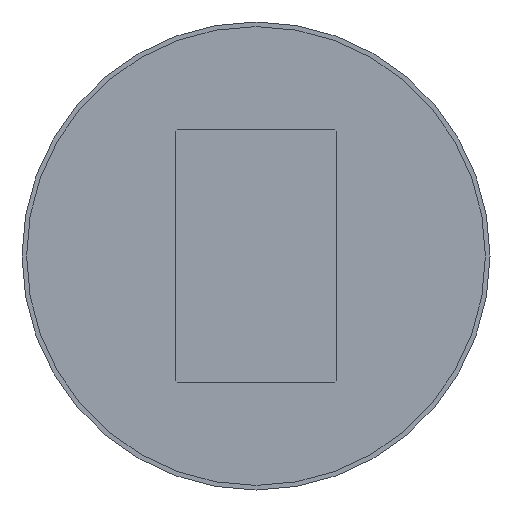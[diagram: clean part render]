
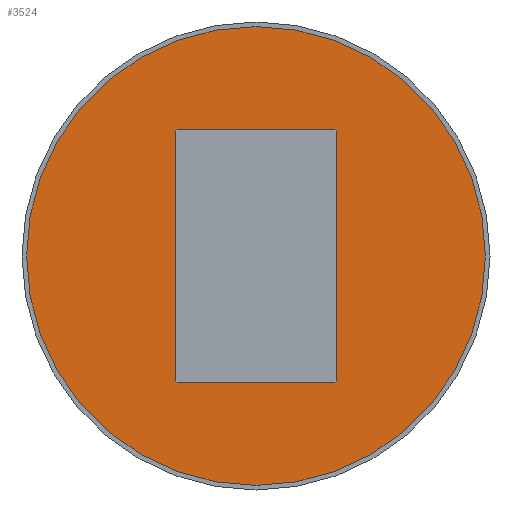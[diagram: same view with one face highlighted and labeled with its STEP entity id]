
A CAD part, left-side view. The second image highlights one B-rep face of the part: STEP entity #3524.
In plain terms, the highlighted face is planar.
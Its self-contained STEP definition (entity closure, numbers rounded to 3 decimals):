
#165 = CARTESIAN_POINT ( 'NONE',  ( 50., 0., 0. ) ) ;
#181 = DIRECTION ( 'NONE',  ( 0., 0., 1. ) ) ;
#234 = EDGE_CURVE ( 'NONE', #3798, #3140, #534, .T. ) ;
#534 = CIRCLE ( 'NONE', #3674, 50. ) ;
#1044 = DIRECTION ( 'NONE',  ( 1., 0., 0. ) ) ;
#1174 = AXIS2_PLACEMENT_3D ( 'NONE', #2787, #6417, #4835 ) ;
#2330 = ORIENTED_EDGE ( 'NONE', *, *, #234, .F. ) ;
#2782 = EDGE_LOOP ( 'NONE', ( #4233, #2330 ) ) ;
#2787 = CARTESIAN_POINT ( 'NONE',  ( 0., 0., 0. ) ) ;
#2819 = PLANE ( 'NONE',  #1174 ) ;
#3140 = VERTEX_POINT ( 'NONE', #3205 ) ;
#3205 = CARTESIAN_POINT ( 'NONE',  ( -50., 0., 0. ) ) ;
#3524 = ADVANCED_FACE ( 'NONE', ( #4364 ), #2819, .F. ) ;
#3626 = DIRECTION ( 'NONE',  ( 0., 0., 1. ) ) ;
#3674 = AXIS2_PLACEMENT_3D ( 'NONE', #5283, #181, #6270 ) ;
#3798 = VERTEX_POINT ( 'NONE', #165 ) ;
#4011 = AXIS2_PLACEMENT_3D ( 'NONE', #4701, #3626, #1044 ) ;
#4233 = ORIENTED_EDGE ( 'NONE', *, *, #6355, .F. ) ;
#4364 = FACE_OUTER_BOUND ( 'NONE', #2782, .T. ) ;
#4439 = CIRCLE ( 'NONE', #4011, 50. ) ;
#4701 = CARTESIAN_POINT ( 'NONE',  ( 0., 0., 0. ) ) ;
#4835 = DIRECTION ( 'NONE',  ( 1., 0., 0. ) ) ;
#5283 = CARTESIAN_POINT ( 'NONE',  ( 0., 0., 0. ) ) ;
#6270 = DIRECTION ( 'NONE',  ( 1., 0., 0. ) ) ;
#6355 = EDGE_CURVE ( 'NONE', #3140, #3798, #4439, .T. ) ;
#6417 = DIRECTION ( 'NONE',  ( 0., 0., 1. ) ) ;
